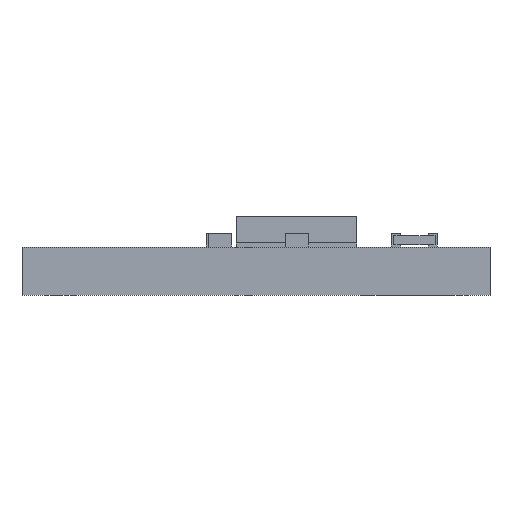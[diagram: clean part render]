
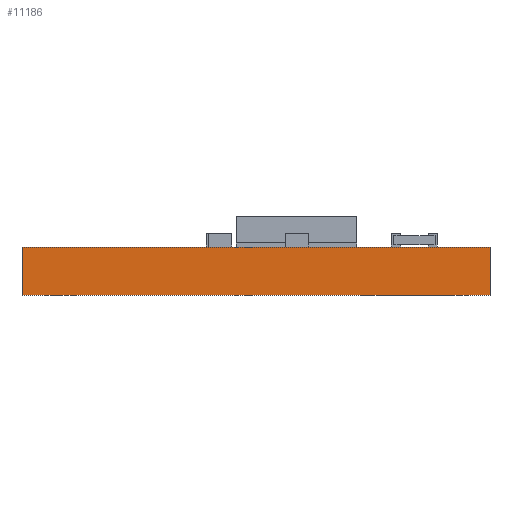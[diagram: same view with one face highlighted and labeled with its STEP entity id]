
A CAD part, front view. The second image highlights one B-rep face of the part: STEP entity #11186.
In plain terms, the highlighted planar face has unit normal (0, -1, 0).
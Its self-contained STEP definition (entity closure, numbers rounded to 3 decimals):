
#852 = DIRECTION ( 'NONE',  ( 1., 0., 0. ) ) ;
#1313 = LINE ( 'NONE', #12555, #32113 ) ;
#2807 = DIRECTION ( 'NONE',  ( 1., 0., 0. ) ) ;
#4264 = VERTEX_POINT ( 'NONE', #9196 ) ;
#4729 = FACE_OUTER_BOUND ( 'NONE', #5215, .T. ) ;
#5019 = CARTESIAN_POINT ( 'NONE',  ( 7.75, -13.97, 0. ) ) ;
#5215 = EDGE_LOOP ( 'NONE', ( #24789, #35181, #25729, #7143 ) ) ;
#7105 = VECTOR ( 'NONE', #12818, 1000. ) ;
#7143 = ORIENTED_EDGE ( 'NONE', *, *, #24474, .T. ) ;
#9196 = CARTESIAN_POINT ( 'NONE',  ( 7.75, -13.97, 1.6 ) ) ;
#11186 = ADVANCED_FACE ( 'NONE', ( #4729 ), #17473, .F. ) ;
#11664 = CARTESIAN_POINT ( 'NONE',  ( -7.75, -13.97, 1.6 ) ) ;
#12180 = LINE ( 'NONE', #16208, #19414 ) ;
#12555 = CARTESIAN_POINT ( 'NONE',  ( -7.75, -13.97, 1.6 ) ) ;
#12701 = VERTEX_POINT ( 'NONE', #5019 ) ;
#12818 = DIRECTION ( 'NONE',  ( 0., 0., -1. ) ) ;
#14793 = DIRECTION ( 'NONE',  ( 0., 0., 1. ) ) ;
#16094 = AXIS2_PLACEMENT_3D ( 'NONE', #11664, #33216, #14793 ) ;
#16208 = CARTESIAN_POINT ( 'NONE',  ( -7.75, -13.97, 1.6 ) ) ;
#17129 = VERTEX_POINT ( 'NONE', #30468 ) ;
#17251 = EDGE_CURVE ( 'NONE', #4264, #12701, #30667, .T. ) ;
#17473 = PLANE ( 'NONE',  #16094 ) ;
#17886 = CARTESIAN_POINT ( 'NONE',  ( -7.75, -13.97, 1.6 ) ) ;
#19414 = VECTOR ( 'NONE', #852, 1000. ) ;
#21868 = DIRECTION ( 'NONE',  ( 0., 0., -1. ) ) ;
#24474 = EDGE_CURVE ( 'NONE', #34535, #17129, #1313, .T. ) ;
#24789 = ORIENTED_EDGE ( 'NONE', *, *, #32648, .T. ) ;
#25729 = ORIENTED_EDGE ( 'NONE', *, *, #29531, .F. ) ;
#28800 = VECTOR ( 'NONE', #2807, 1000. ) ;
#29531 = EDGE_CURVE ( 'NONE', #34535, #4264, #12180, .T. ) ;
#30468 = CARTESIAN_POINT ( 'NONE',  ( -7.75, -13.97, 0. ) ) ;
#30667 = LINE ( 'NONE', #37631, #7105 ) ;
#32113 = VECTOR ( 'NONE', #21868, 1000. ) ;
#32648 = EDGE_CURVE ( 'NONE', #17129, #12701, #37011, .T. ) ;
#33216 = DIRECTION ( 'NONE',  ( 0., 1., 0. ) ) ;
#34535 = VERTEX_POINT ( 'NONE', #17886 ) ;
#35181 = ORIENTED_EDGE ( 'NONE', *, *, #17251, .F. ) ;
#36589 = CARTESIAN_POINT ( 'NONE',  ( -7.75, -13.97, 0. ) ) ;
#37011 = LINE ( 'NONE', #36589, #28800 ) ;
#37631 = CARTESIAN_POINT ( 'NONE',  ( 7.75, -13.97, 1.6 ) ) ;
